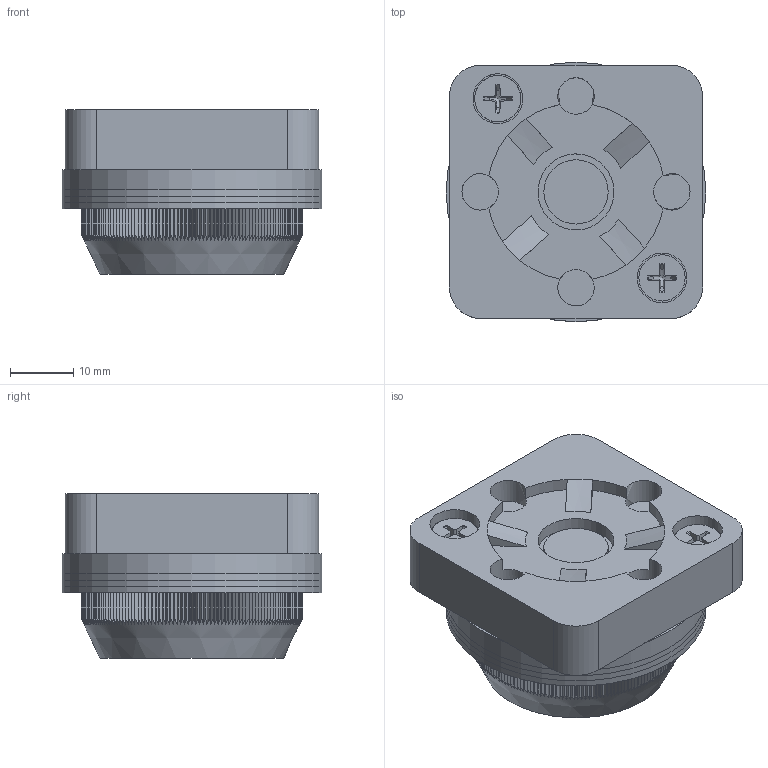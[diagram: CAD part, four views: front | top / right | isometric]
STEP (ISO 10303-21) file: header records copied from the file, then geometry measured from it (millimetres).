
FILE_DESCRIPTION((''),'2;1');
FILE_NAME('AFx.stp','2007-11-19T11:54:37',('Philipp'),(''),'Autodesk Inventor 2008','Autodesk Inventor 2008','');
FILE_SCHEMA(('AUTOMOTIVE_DESIGN { 1 0 10303 214 1 1 1 1 }'));
Length unit declared in the file: millimetre
Products named in the file (6): AFx; base; rubber_gasket_3mm; rubber_gasket_1mm; cap; DIN EN ISO 7046-1 H M3.5 x 8 - 4.8 - H
Assembly tree (8 placements, depth 2):
  AFx
    base
    rubber_gasket_3mm
    rubber_gasket_1mm  x3
    cap
    DIN EN ISO 7046-1 H M3.5 x 8 - 4.8 - H  x2
Bounding box: 41 x 41 x 26 mm (x, y, z)
Volume: 29570.5 mm3; surface area: 18243.6 mm2
Topology: 8 solids, 8 shells, 705 faces, 2014 edges, 1335 vertices
Faces by surface type: plane 427, cylinder 222, cone 31, torus 17, bspline 8
Full cylindrical faces by diameter (mm): 3.132 x2, 3.5 x3, 5.75 x2, 7.3 x2, 7.85 x1, 10.15 x1, 12 x1, 24 x2, 24.5 x1, 30 x2, 30.5 x4, 31 x1, 41 x4
Entity records: 21977 total; most frequent: CARTESIAN_POINT 5046, ORIENTED_EDGE 3774, DIRECTION 3318, EDGE_CURVE 1887, VERTEX_POINT 1271, AXIS2_PLACEMENT_3D 1161, VECTOR 996, LINE 996
